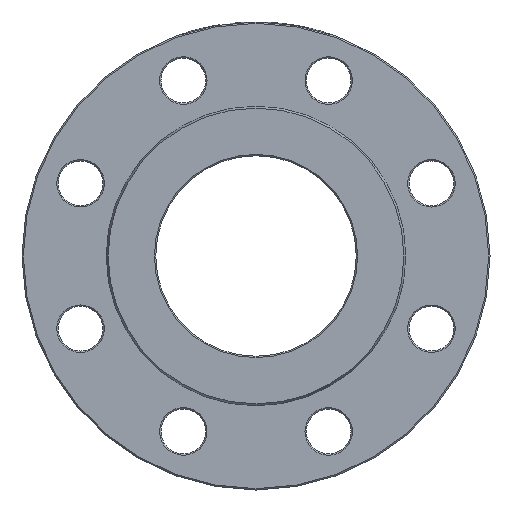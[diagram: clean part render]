
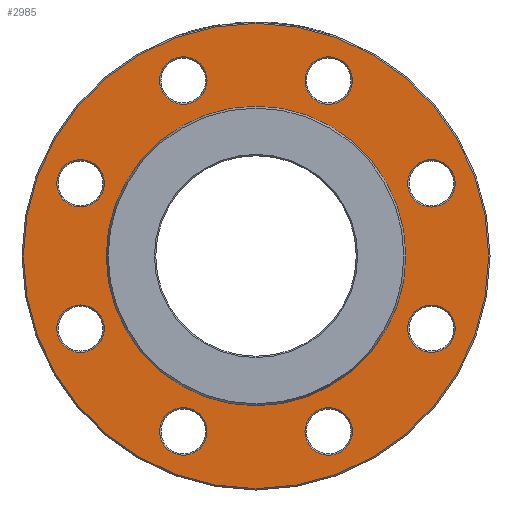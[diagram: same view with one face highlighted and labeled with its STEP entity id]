
A CAD part, left-side view. The second image highlights one B-rep face of the part: STEP entity #2985.
In plain terms, the highlighted planar face has unit normal (-1, 0, 0).
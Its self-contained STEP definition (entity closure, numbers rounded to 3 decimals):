
#62 = DIRECTION ( 'NONE',  ( 1., 0., 0. ) ) ;
#216 = CARTESIAN_POINT ( 'NONE',  ( 3., 0., 110.399 ) ) ;
#243 = CARTESIAN_POINT ( 'NONE',  ( 3., -141.718, -41.201 ) ) ;
#274 = CARTESIAN_POINT ( 'NONE',  ( 3., 129.343, 53.576 ) ) ;
#422 = FACE_BOUND ( 'NONE', #801, .T. ) ;
#496 = CIRCLE ( 'NONE', #2633, 17.5 ) ;
#544 = CARTESIAN_POINT ( 'NONE',  ( 3., 53.576, -129.343 ) ) ;
#554 = ORIENTED_EDGE ( 'NONE', *, *, #4652, .T. ) ;
#653 = DIRECTION ( 'NONE',  ( 1., 0., 0. ) ) ;
#707 = CIRCLE ( 'NONE', #1812, 17.5 ) ;
#746 = VERTEX_POINT ( 'NONE', #2534 ) ;
#801 = EDGE_LOOP ( 'NONE', ( #3632 ) ) ;
#871 = EDGE_LOOP ( 'NONE', ( #5487 ) ) ;
#888 = DIRECTION ( 'NONE',  ( -1., 0., 0. ) ) ;
#891 = PLANE ( 'NONE',  #1329 ) ;
#936 = CIRCLE ( 'NONE', #4497, 17.5 ) ;
#986 = FACE_BOUND ( 'NONE', #5752, .T. ) ;
#1048 = EDGE_LOOP ( 'NONE', ( #2157 ) ) ;
#1063 = ORIENTED_EDGE ( 'NONE', *, *, #2089, .T. ) ;
#1065 = ORIENTED_EDGE ( 'NONE', *, *, #1409, .T. ) ;
#1080 = VERTEX_POINT ( 'NONE', #5639 ) ;
#1230 = CARTESIAN_POINT ( 'NONE',  ( 3., -53.576, 129.343 ) ) ;
#1298 = FACE_BOUND ( 'NONE', #871, .T. ) ;
#1305 = AXIS2_PLACEMENT_3D ( 'NONE', #5600, #653, #1523 ) ;
#1329 = AXIS2_PLACEMENT_3D ( 'NONE', #3086, #62, #1858 ) ;
#1383 = ORIENTED_EDGE ( 'NONE', *, *, #4072, .T. ) ;
#1409 = EDGE_CURVE ( 'NONE', #5153, #5153, #1506, .T. ) ;
#1418 = FACE_BOUND ( 'NONE', #5569, .T. ) ;
#1506 = CIRCLE ( 'NONE', #5614, 171.5 ) ;
#1523 = DIRECTION ( 'NONE',  ( 0., 1., 0. ) ) ;
#1552 = EDGE_CURVE ( 'NONE', #1986, #1986, #4318, .T. ) ;
#1626 = EDGE_CURVE ( 'NONE', #1080, #1080, #5335, .T. ) ;
#1643 = DIRECTION ( 'NONE',  ( 1., 0., 0. ) ) ;
#1672 = CARTESIAN_POINT ( 'NONE',  ( 3., 41.201, -141.718 ) ) ;
#1703 = VERTEX_POINT ( 'NONE', #3076 ) ;
#1749 = DIRECTION ( 'NONE',  ( 1., 0., 0. ) ) ;
#1793 = FACE_BOUND ( 'NONE', #4282, .T. ) ;
#1812 = AXIS2_PLACEMENT_3D ( 'NONE', #274, #4227, #2917 ) ;
#1858 = DIRECTION ( 'NONE',  ( 0., 0., -1. ) ) ;
#1986 = VERTEX_POINT ( 'NONE', #216 ) ;
#2089 = EDGE_CURVE ( 'NONE', #2913, #2913, #4838, .T. ) ;
#2157 = ORIENTED_EDGE ( 'NONE', *, *, #4726, .T. ) ;
#2202 = CARTESIAN_POINT ( 'NONE',  ( 3., -129.343, 53.576 ) ) ;
#2216 = ORIENTED_EDGE ( 'NONE', *, *, #1626, .T. ) ;
#2241 = EDGE_LOOP ( 'NONE', ( #2216 ) ) ;
#2263 = FACE_OUTER_BOUND ( 'NONE', #5411, .T. ) ;
#2284 = AXIS2_PLACEMENT_3D ( 'NONE', #544, #4064, #2731 ) ;
#2449 = DIRECTION ( 'NONE',  ( 1., 0., 0. ) ) ;
#2534 = CARTESIAN_POINT ( 'NONE',  ( 3., 71.076, 129.343 ) ) ;
#2557 = EDGE_LOOP ( 'NONE', ( #5326 ) ) ;
#2633 = AXIS2_PLACEMENT_3D ( 'NONE', #4430, #1749, #3537 ) ;
#2651 = EDGE_CURVE ( 'NONE', #4279, #4279, #496, .T. ) ;
#2699 = CARTESIAN_POINT ( 'NONE',  ( 3., 0., 0. ) ) ;
#2731 = DIRECTION ( 'NONE',  ( 0., -0.707, -0.707 ) ) ;
#2767 = FACE_BOUND ( 'NONE', #1048, .T. ) ;
#2823 = AXIS2_PLACEMENT_3D ( 'NONE', #4683, #2449, #3819 ) ;
#2913 = VERTEX_POINT ( 'NONE', #4713 ) ;
#2917 = DIRECTION ( 'NONE',  ( 0., 0.707, -0.707 ) ) ;
#2961 = ORIENTED_EDGE ( 'NONE', *, *, #2651, .T. ) ;
#2978 = CARTESIAN_POINT ( 'NONE',  ( 3., -53.576, -129.343 ) ) ;
#2985 = ADVANCED_FACE ( 'NONE', ( #1418, #1298, #986, #1793, #5007, #4909, #2767, #4036, #2263, #422 ), #891, .F. ) ;
#2993 = CARTESIAN_POINT ( 'NONE',  ( 3., -129.343, 71.076 ) ) ;
#3076 = CARTESIAN_POINT ( 'NONE',  ( 3., -71.076, -129.343 ) ) ;
#3086 = CARTESIAN_POINT ( 'NONE',  ( 3., 110.399, 0. ) ) ;
#3283 = AXIS2_PLACEMENT_3D ( 'NONE', #2699, #3616, #5400 ) ;
#3324 = CIRCLE ( 'NONE', #2284, 17.5 ) ;
#3346 = DIRECTION ( 'NONE',  ( 0., -1., 0. ) ) ;
#3537 = DIRECTION ( 'NONE',  ( 0., -0.707, 0.707 ) ) ;
#3602 = CIRCLE ( 'NONE', #4185, 17.5 ) ;
#3616 = DIRECTION ( 'NONE',  ( -1., 0., 0. ) ) ;
#3632 = ORIENTED_EDGE ( 'NONE', *, *, #1552, .F. ) ;
#3645 = EDGE_LOOP ( 'NONE', ( #2961 ) ) ;
#3780 = DIRECTION ( 'NONE',  ( 1., 0., 0. ) ) ;
#3819 = DIRECTION ( 'NONE',  ( 0., 0., -1. ) ) ;
#3885 = DIRECTION ( 'NONE',  ( 0., 0., -1. ) ) ;
#3908 = VERTEX_POINT ( 'NONE', #2993 ) ;
#4036 = FACE_BOUND ( 'NONE', #2241, .T. ) ;
#4064 = DIRECTION ( 'NONE',  ( 1., 0., 0. ) ) ;
#4072 = EDGE_CURVE ( 'NONE', #3908, #3908, #3602, .T. ) ;
#4185 = AXIS2_PLACEMENT_3D ( 'NONE', #2202, #4970, #5777 ) ;
#4227 = DIRECTION ( 'NONE',  ( 1., 0., 0. ) ) ;
#4279 = VERTEX_POINT ( 'NONE', #243 ) ;
#4282 = EDGE_LOOP ( 'NONE', ( #1383 ) ) ;
#4318 = CIRCLE ( 'NONE', #3283, 110.399 ) ;
#4352 = DIRECTION ( 'NONE',  ( 0., 0.707, 0.707 ) ) ;
#4430 = CARTESIAN_POINT ( 'NONE',  ( 3., -129.343, -53.576 ) ) ;
#4497 = AXIS2_PLACEMENT_3D ( 'NONE', #2978, #3780, #3346 ) ;
#4652 = EDGE_CURVE ( 'NONE', #5692, #5692, #707, .T. ) ;
#4683 = CARTESIAN_POINT ( 'NONE',  ( 3., 129.343, -53.576 ) ) ;
#4713 = CARTESIAN_POINT ( 'NONE',  ( 3., -41.201, 141.718 ) ) ;
#4726 = EDGE_CURVE ( 'NONE', #4766, #4766, #3324, .T. ) ;
#4766 = VERTEX_POINT ( 'NONE', #1672 ) ;
#4790 = CARTESIAN_POINT ( 'NONE',  ( 3., 141.718, 41.201 ) ) ;
#4793 = CARTESIAN_POINT ( 'NONE',  ( 3., 0., 0. ) ) ;
#4838 = CIRCLE ( 'NONE', #5591, 17.5 ) ;
#4909 = FACE_BOUND ( 'NONE', #2557, .T. ) ;
#4970 = DIRECTION ( 'NONE',  ( 1., 0., 0. ) ) ;
#5007 = FACE_BOUND ( 'NONE', #3645, .T. ) ;
#5084 = EDGE_CURVE ( 'NONE', #1703, #1703, #936, .T. ) ;
#5153 = VERTEX_POINT ( 'NONE', #5180 ) ;
#5180 = CARTESIAN_POINT ( 'NONE',  ( 3., 0., -171.5 ) ) ;
#5326 = ORIENTED_EDGE ( 'NONE', *, *, #5084, .T. ) ;
#5335 = CIRCLE ( 'NONE', #2823, 17.5 ) ;
#5400 = DIRECTION ( 'NONE',  ( 0., 0., 1. ) ) ;
#5411 = EDGE_LOOP ( 'NONE', ( #1065 ) ) ;
#5487 = ORIENTED_EDGE ( 'NONE', *, *, #5531, .T. ) ;
#5531 = EDGE_CURVE ( 'NONE', #746, #746, #5619, .T. ) ;
#5569 = EDGE_LOOP ( 'NONE', ( #554 ) ) ;
#5591 = AXIS2_PLACEMENT_3D ( 'NONE', #1230, #1643, #4352 ) ;
#5600 = CARTESIAN_POINT ( 'NONE',  ( 3., 53.576, 129.343 ) ) ;
#5614 = AXIS2_PLACEMENT_3D ( 'NONE', #4793, #888, #3885 ) ;
#5619 = CIRCLE ( 'NONE', #1305, 17.5 ) ;
#5639 = CARTESIAN_POINT ( 'NONE',  ( 3., 129.343, -71.076 ) ) ;
#5692 = VERTEX_POINT ( 'NONE', #4790 ) ;
#5752 = EDGE_LOOP ( 'NONE', ( #1063 ) ) ;
#5777 = DIRECTION ( 'NONE',  ( 0., 0., 1. ) ) ;
